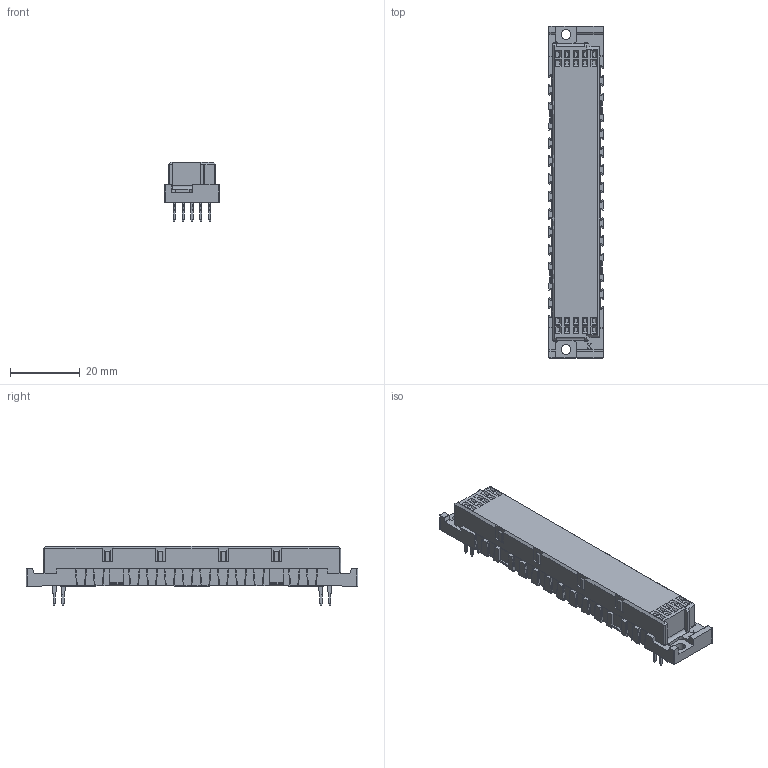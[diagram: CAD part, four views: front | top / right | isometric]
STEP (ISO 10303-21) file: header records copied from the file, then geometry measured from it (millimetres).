
FILE_DESCRIPTION((''),'2;1');
FILE_NAME('ERNI_254006.stp','2016-08-10T14:59:07',(''),(''),'Mechanical Desktop 2011','Mechanical Desktop 2011',', , ');
FILE_SCHEMA(('AUTOMOTIVE_DESIGN { 1 2 10303 214 1 1 1 1 }'));
Length unit declared in the file: millimetre
Products named in the file (1): Product
Bounding box: 15.58 x 94.85 x 16.95 mm (x, y, z)
Volume: 13227.8 mm3; surface area: 6177.7 mm2
Topology: 21 solids, 21 shells, 1346 faces, 3810 edges, 2532 vertices
Faces by surface type: plane 820, cylinder 520, torus 6
Entity records: 44568 total; most frequent: CARTESIAN_POINT 8695, ORIENTED_EDGE 7620, DIRECTION 7470, EDGE_CURVE 3810, VECTOR 2672, LINE 2672, VERTEX_POINT 2532, AXIS2_PLACEMENT_3D 2399
